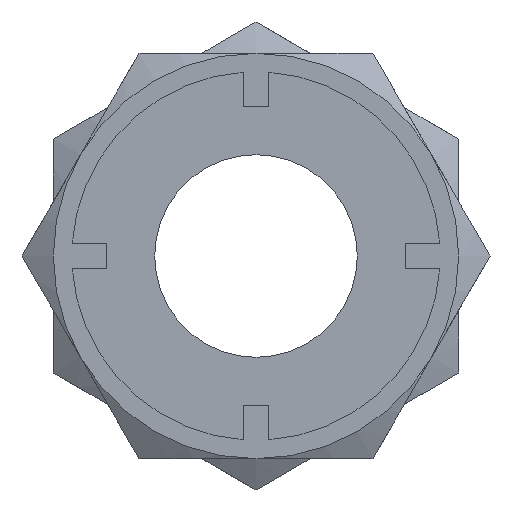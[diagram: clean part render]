
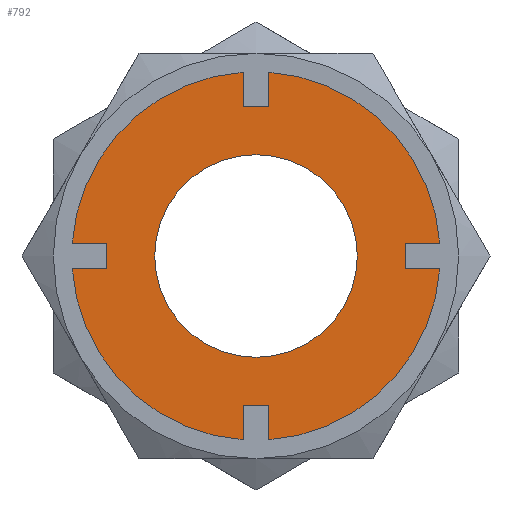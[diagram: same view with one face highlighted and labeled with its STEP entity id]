
A CAD part, left-side view. The second image highlights one B-rep face of the part: STEP entity #792.
In plain terms, the highlighted planar face has unit normal (-1, 0, 0).
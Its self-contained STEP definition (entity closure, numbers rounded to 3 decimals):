
#330=EDGE_CURVE('',#746,#718,#939,.T.);
#336=EDGE_CURVE('',#420,#396,#946,.T.);
#352=EDGE_CURVE('',#546,#718,#966,.T.);
#396=VERTEX_POINT('',#1012);
#402=EDGE_CURVE('',#430,#420,#1018,.T.);
#420=VERTEX_POINT('',#1037);
#430=VERTEX_POINT('',#1047);
#448=EDGE_CURVE('',#828,#470,#1067,.T.);
#470=VERTEX_POINT('',#1091);
#484=VERTEX_POINT('',#1107);
#490=EDGE_CURVE('',#676,#822,#1113,.T.);
#492=EDGE_CURVE('',#808,#824,#1115,.T.);
#494=EDGE_CURVE('',#484,#506,#1117,.T.);
#502=EDGE_CURVE('',#756,#578,#1126,.T.);
#506=VERTEX_POINT('',#1130);
#508=EDGE_CURVE('',#546,#860,#1132,.T.);
#546=VERTEX_POINT('',#1176);
#560=EDGE_CURVE('',#624,#746,#1190,.T.);
#578=VERTEX_POINT('',#1208);
#608=EDGE_CURVE('',#756,#624,#1241,.T.);
#624=VERTEX_POINT('',#1259);
#676=VERTEX_POINT('',#1319);
#718=VERTEX_POINT('',#1364);
#732=EDGE_CURVE('',#396,#578,#1380,.T.);
#742=EDGE_CURVE('',#430,#824,#1391,.T.);
#746=VERTEX_POINT('',#1395);
#756=VERTEX_POINT('',#1405);
#760=EDGE_CURVE('',#860,#484,#1409,.T.);
#772=EDGE_CURVE('',#822,#808,#1422,.T.);
#792=ADVANCED_FACE('',(#1446,#1447),#1448,.T.);
#808=VERTEX_POINT('',#1467);
#822=VERTEX_POINT('',#1482);
#824=VERTEX_POINT('',#1484);
#828=VERTEX_POINT('',#1488);
#838=EDGE_CURVE('',#676,#506,#1499,.T.);
#860=VERTEX_POINT('',#1526);
#866=EDGE_CURVE('',#470,#828,#1532,.T.);
#939=LINE('',#1607,#1608);
#946=LINE('',#1618,#1619);
#966=CIRCLE('',#1660,10.0);
#1012=CARTESIAN_POINT('',(-12.0,0.7,8.1));
#1018=LINE('',#1751,#1752);
#1037=CARTESIAN_POINT('',(-12.0,-0.7,8.1));
#1047=CARTESIAN_POINT('',(-12.0,-0.7,9.975));
#1067=CIRCLE('',#1852,5.5);
#1091=CARTESIAN_POINT('',(-12.0,0.,-5.5));
#1107=CARTESIAN_POINT('',(-12.0,-0.7,-8.1));
#1113=LINE('',#1940,#1941);
#1115=LINE('',#1944,#1945);
#1117=LINE('',#1948,#1949);
#1126=CIRCLE('',#1970,10.0);
#1130=CARTESIAN_POINT('',(-12.0,-0.7,-9.975));
#1132=LINE('',#1979,#1980);
#1176=CARTESIAN_POINT('',(-12.0,0.7,-9.975));
#1190=LINE('',#2091,#2092);
#1208=CARTESIAN_POINT('',(-12.0,0.7,9.975));
#1241=LINE('',#2207,#2208);
#1259=CARTESIAN_POINT('',(-12.0,8.1,0.7));
#1319=CARTESIAN_POINT('',(-12.0,-9.975,-0.7));
#1364=CARTESIAN_POINT('',(-12.0,9.975,-0.7));
#1380=LINE('',#2495,#2496);
#1391=CIRCLE('',#2511,10.0);
#1395=CARTESIAN_POINT('',(-12.0,8.1,-0.7));
#1405=CARTESIAN_POINT('',(-12.0,9.975,0.7));
#1409=LINE('',#2560,#2561);
#1422=LINE('',#2585,#2586);
#1446=FACE_BOUND('',#2631,.T.);
#1447=FACE_OUTER_BOUND('',#2632,.T.);
#1448=PLANE('',#2633);
#1467=CARTESIAN_POINT('',(-12.0,-8.1,0.7));
#1482=CARTESIAN_POINT('',(-12.0,-8.1,-0.7));
#1484=CARTESIAN_POINT('',(-12.0,-9.975,0.7));
#1488=CARTESIAN_POINT('',(-12.0,0.,5.5));
#1499=CIRCLE('',#2734,10.0);
#1526=CARTESIAN_POINT('',(-12.0,0.7,-8.1));
#1532=CIRCLE('',#2773,5.5);
#1607=CARTESIAN_POINT('',(-12.0,5.,-0.7));
#1608=VECTOR('',#2890,1.0);
#1618=CARTESIAN_POINT('',(-12.0,0.35,8.1));
#1619=VECTOR('',#2902,1.0);
#1660=AXIS2_PLACEMENT_3D('',#2947,#2948,#2949);
#1751=CARTESIAN_POINT('',(-12.0,-0.7,8.05));
#1752=VECTOR('',#3003,1.0);
#1852=AXIS2_PLACEMENT_3D('',#3043,#3044,#3045);
#1940=CARTESIAN_POINT('',(-12.0,-4.05,-0.7));
#1941=VECTOR('',#3086,1.0);
#1944=CARTESIAN_POINT('',(-12.0,-5.,0.7));
#1945=VECTOR('',#3087,1.0);
#1948=CARTESIAN_POINT('',(-12.0,-0.7,-1.));
#1949=VECTOR('',#3088,1.0);
#1970=AXIS2_PLACEMENT_3D('',#3102,#3103,#3104);
#1979=CARTESIAN_POINT('',(-12.0,0.7,-0.05));
#1980=VECTOR('',#3106,1.0);
#2091=CARTESIAN_POINT('',(-12.0,8.1,3.65));
#2092=VECTOR('',#3163,1.0);
#2207=CARTESIAN_POINT('',(-12.0,4.05,0.7));
#2208=VECTOR('',#3206,1.0);
#2495=CARTESIAN_POINT('',(-12.0,0.7,9.));
#2496=VECTOR('',#3353,1.0);
#2511=AXIS2_PLACEMENT_3D('',#3366,#3367,#3368);
#2560=CARTESIAN_POINT('',(-12.0,-0.35,-8.1));
#2561=VECTOR('',#3369,1.0);
#2585=CARTESIAN_POINT('',(-12.0,-8.1,4.35));
#2586=VECTOR('',#3380,1.0);
#2631=EDGE_LOOP('',(#3410,#3411));
#2632=EDGE_LOOP('',(#3412,#3413,#3414,#3415,#3416,#3417,#3418,#3419,#3420,#3421,#3422,#3423,#3424,#3425,#3426,#3427));
#2633=AXIS2_PLACEMENT_3D('',#3428,#3429,#3430);
#2734=AXIS2_PLACEMENT_3D('',#3476,#3477,#3478);
#2773=AXIS2_PLACEMENT_3D('',#3520,#3521,#3522);
#2890=DIRECTION('',(0.0,1.0,0.0));
#2902=DIRECTION('',(0.0,1.0,0.0));
#2947=CARTESIAN_POINT('',(-12.0,0.,0.));
#2948=DIRECTION('',(1.0,0.0,0.0));
#2949=DIRECTION('',(0.0,0.,1.0));
#3003=DIRECTION('',(0.0,0.0,-1.0));
#3043=CARTESIAN_POINT('',(-12.0,0.,0.));
#3044=DIRECTION('',(-1.0,0.0,0.0));
#3045=DIRECTION('',(0.0,0.,1.0));
#3086=DIRECTION('',(0.0,1.0,0.0));
#3087=DIRECTION('',(0.0,-1.0,0.0));
#3088=DIRECTION('',(0.0,0.0,-1.0));
#3102=CARTESIAN_POINT('',(-12.0,0.,0.));
#3103=DIRECTION('',(1.0,0.0,0.0));
#3104=DIRECTION('',(0.0,0.,1.0));
#3106=DIRECTION('',(0.0,0.0,1.0));
#3163=DIRECTION('',(0.0,0.0,-1.0));
#3206=DIRECTION('',(0.0,-1.0,0.0));
#3353=DIRECTION('',(0.0,0.0,1.0));
#3366=CARTESIAN_POINT('',(-12.0,0.,0.));
#3367=DIRECTION('',(1.0,0.0,0.0));
#3368=DIRECTION('',(0.0,0.,1.0));
#3369=DIRECTION('',(0.0,-1.0,0.0));
#3380=DIRECTION('',(0.0,0.0,1.0));
#3410=ORIENTED_EDGE('',*,*,#866,.F.);
#3411=ORIENTED_EDGE('',*,*,#448,.F.);
#3412=ORIENTED_EDGE('',*,*,#490,.T.);
#3413=ORIENTED_EDGE('',*,*,#772,.T.);
#3414=ORIENTED_EDGE('',*,*,#492,.T.);
#3415=ORIENTED_EDGE('',*,*,#742,.F.);
#3416=ORIENTED_EDGE('',*,*,#402,.T.);
#3417=ORIENTED_EDGE('',*,*,#336,.T.);
#3418=ORIENTED_EDGE('',*,*,#732,.T.);
#3419=ORIENTED_EDGE('',*,*,#502,.F.);
#3420=ORIENTED_EDGE('',*,*,#608,.T.);
#3421=ORIENTED_EDGE('',*,*,#560,.T.);
#3422=ORIENTED_EDGE('',*,*,#330,.T.);
#3423=ORIENTED_EDGE('',*,*,#352,.F.);
#3424=ORIENTED_EDGE('',*,*,#508,.T.);
#3425=ORIENTED_EDGE('',*,*,#760,.T.);
#3426=ORIENTED_EDGE('',*,*,#494,.T.);
#3427=ORIENTED_EDGE('',*,*,#838,.F.);
#3428=CARTESIAN_POINT('',(-12.0,0.,8.));
#3429=DIRECTION('',(-1.0,-0.0,0.0));
#3430=DIRECTION('',(0.0,0.,-1.0));
#3476=CARTESIAN_POINT('',(-12.0,0.,0.));
#3477=DIRECTION('',(1.0,0.0,0.0));
#3478=DIRECTION('',(0.0,0.,1.0));
#3520=CARTESIAN_POINT('',(-12.0,0.,0.));
#3521=DIRECTION('',(-1.0,0.0,0.0));
#3522=DIRECTION('',(0.0,0.,1.0));
